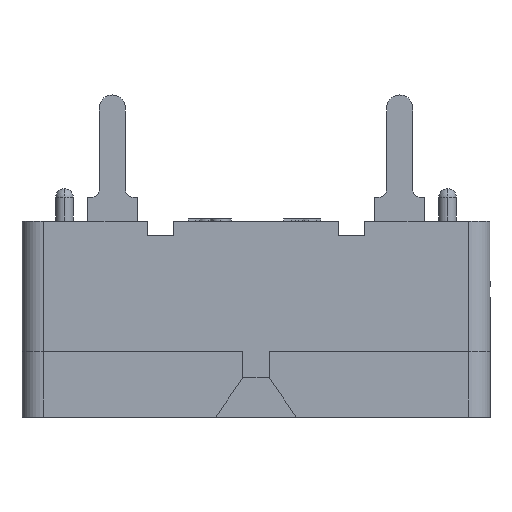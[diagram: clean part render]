
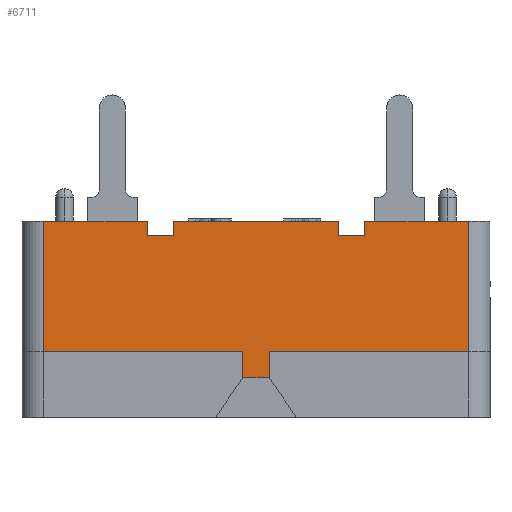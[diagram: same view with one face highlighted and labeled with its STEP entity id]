
A CAD part, front view. The second image highlights one B-rep face of the part: STEP entity #6711.
In plain terms, the highlighted planar face has unit normal (0, -1, 0).
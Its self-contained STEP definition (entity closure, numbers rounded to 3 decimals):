
#11 = DIRECTION ( 'NONE',  ( 1., 0., 0. ) ) ;
#14 = CARTESIAN_POINT ( 'NONE',  ( 9.75, -12.7, 9. ) ) ;
#283 = CARTESIAN_POINT ( 'NONE',  ( 9.75, -12.7, 3. ) ) ;
#290 = DIRECTION ( 'NONE',  ( 1., 0., 0. ) ) ;
#2600 = PLANE ( 'NONE',  #21020 ) ;
#2608 = CARTESIAN_POINT ( 'NONE',  ( 9.75, -12.7, 9. ) ) ;
#2609 = DIRECTION ( 'NONE',  ( 0., 1., 0. ) ) ;
#2610 = DIRECTION ( 'NONE',  ( 0., 0., 1. ) ) ;
#4935 = EDGE_LOOP ( 'NONE', ( #8831, #8832, #8833, #8834, #8835, #8836, #8837, #8838, #8839, #8840, #8841, #8842, #8843, #8844, #8845, #8846 ) ) ;
#6711 = ADVANCED_FACE ( 'NONE', ( #42366 ), #2600, .F. ) ;
#6850 = EDGE_CURVE ( 'NONE', #15454, #15455, #36152, .T. ) ;
#6912 = EDGE_CURVE ( 'NONE', #15274, #15244, #36306, .T. ) ;
#8831 = ORIENTED_EDGE ( 'NONE', *, *, #35453, .F. ) ;
#8832 = ORIENTED_EDGE ( 'NONE', *, *, #35455, .T. ) ;
#8833 = ORIENTED_EDGE ( 'NONE', *, *, #43255, .F. ) ;
#8834 = ORIENTED_EDGE ( 'NONE', *, *, #35457, .F. ) ;
#8835 = ORIENTED_EDGE ( 'NONE', *, *, #35459, .F. ) ;
#8836 = ORIENTED_EDGE ( 'NONE', *, *, #35461, .T. ) ;
#8837 = ORIENTED_EDGE ( 'NONE', *, *, #6850, .F. ) ;
#8838 = ORIENTED_EDGE ( 'NONE', *, *, #35463, .T. ) ;
#8839 = ORIENTED_EDGE ( 'NONE', *, *, #6912, .T. ) ;
#8840 = ORIENTED_EDGE ( 'NONE', *, *, #35465, .F. ) ;
#8841 = ORIENTED_EDGE ( 'NONE', *, *, #35467, .F. ) ;
#8842 = ORIENTED_EDGE ( 'NONE', *, *, #35469, .T. ) ;
#8843 = ORIENTED_EDGE ( 'NONE', *, *, #15010, .T. ) ;
#8844 = ORIENTED_EDGE ( 'NONE', *, *, #35471, .F. ) ;
#8845 = ORIENTED_EDGE ( 'NONE', *, *, #23008, .F. ) ;
#8846 = ORIENTED_EDGE ( 'NONE', *, *, #35472, .F. ) ;
#15010 = EDGE_CURVE ( 'NONE', #40667, #40666, #31643, .T. ) ;
#15244 = VERTEX_POINT ( 'NONE', #38446 ) ;
#15274 = VERTEX_POINT ( 'NONE', #38476 ) ;
#15379 = VERTEX_POINT ( 'NONE', #38581 ) ;
#15391 = VERTEX_POINT ( 'NONE', #38593 ) ;
#15454 = VERTEX_POINT ( 'NONE', #38656 ) ;
#15455 = VERTEX_POINT ( 'NONE', #38657 ) ;
#15506 = VERTEX_POINT ( 'NONE', #38708 ) ;
#15509 = VERTEX_POINT ( 'NONE', #38711 ) ;
#21020 = AXIS2_PLACEMENT_3D ( 'NONE', #2608, #2609, #2610 ) ;
#22825 = CARTESIAN_POINT ( 'NONE',  ( -5., -12.7, 8.35 ) ) ;
#22827 = CARTESIAN_POINT ( 'NONE',  ( 3.8, -12.7, 8.35 ) ) ;
#22868 = CARTESIAN_POINT ( 'NONE',  ( 3.8, -12.7, 8.35 ) ) ;
#22870 = CARTESIAN_POINT ( 'NONE',  ( -5., -12.7, 8.35 ) ) ;
#22872 = DIRECTION ( 'NONE',  ( 1., 0., 0. ) ) ;
#22874 = DIRECTION ( 'NONE',  ( 0., 0., 1. ) ) ;
#22877 = CARTESIAN_POINT ( 'NONE',  ( -3.8, -12.7, 8.35 ) ) ;
#22880 = DIRECTION ( 'NONE',  ( 0., 0., 1. ) ) ;
#22882 = DIRECTION ( 'NONE',  ( 1., 0., 0. ) ) ;
#22886 = DIRECTION ( 'NONE',  ( 0., 0., 1. ) ) ;
#22890 = CARTESIAN_POINT ( 'NONE',  ( -9.75, -12.7, 9. ) ) ;
#22892 = DIRECTION ( 'NONE',  ( 0., 0., -1. ) ) ;
#22894 = CARTESIAN_POINT ( 'NONE',  ( -0.6, -12.7, 1.8 ) ) ;
#22896 = DIRECTION ( 'NONE',  ( 0., 0., 1. ) ) ;
#22898 = CARTESIAN_POINT ( 'NONE',  ( -0.6, -12.7, 1.8 ) ) ;
#22901 = DIRECTION ( 'NONE',  ( -1., 0., 0. ) ) ;
#22902 = CARTESIAN_POINT ( 'NONE',  ( 0.6, -12.7, 1.8 ) ) ;
#22905 = DIRECTION ( 'NONE',  ( 0., 0., 1. ) ) ;
#22907 = CARTESIAN_POINT ( 'NONE',  ( 9.75, -12.7, 9. ) ) ;
#22909 = DIRECTION ( 'NONE',  ( 0., 0., -1. ) ) ;
#22911 = CARTESIAN_POINT ( 'NONE',  ( 5., -12.7, 8.35 ) ) ;
#22913 = DIRECTION ( 'NONE',  ( 0., 0., 1. ) ) ;
#23008 = EDGE_CURVE ( 'NONE', #15379, #15391, #32743, .T. ) ;
#24257 = LINE ( 'NONE', #22907, #24259 ) ;
#24259 = VECTOR ( 'NONE', #22909, 1000. ) ;
#24262 = LINE ( 'NONE', #22911, #24263 ) ;
#24263 = VECTOR ( 'NONE', #22913, 1000. ) ;
#24905 = LINE ( 'NONE', #26241, #24908 ) ;
#24908 = VECTOR ( 'NONE', #26242, 1000. ) ;
#25671 = CARTESIAN_POINT ( 'NONE',  ( -0.6, -12.7, 1.8 ) ) ;
#25672 = CARTESIAN_POINT ( 'NONE',  ( -5., -12.7, 8.35 ) ) ;
#25673 = CARTESIAN_POINT ( 'NONE',  ( 0.6, -12.7, 1.8 ) ) ;
#25675 = CARTESIAN_POINT ( 'NONE',  ( -3.8, -12.7, 8.35 ) ) ;
#25677 = CARTESIAN_POINT ( 'NONE',  ( 5., -12.7, 8.35 ) ) ;
#25680 = CARTESIAN_POINT ( 'NONE',  ( 3.8, -12.7, 8.35 ) ) ;
#25735 = CARTESIAN_POINT ( 'NONE',  ( 9.75, -12.7, 3. ) ) ;
#25736 = CARTESIAN_POINT ( 'NONE',  ( 0.6, -12.7, 3. ) ) ;
#26241 = CARTESIAN_POINT ( 'NONE',  ( 9.75, -12.7, 9. ) ) ;
#26242 = DIRECTION ( 'NONE',  ( 1., 0., 0. ) ) ;
#29585 = VECTOR ( 'NONE', #22905, 1000. ) ;
#31643 = LINE ( 'NONE', #38165, #31653 ) ;
#31653 = VECTOR ( 'NONE', #38166, 1000. ) ;
#32743 = LINE ( 'NONE', #39317, #32779 ) ;
#32779 = VECTOR ( 'NONE', #39324, 1000. ) ;
#35453 = EDGE_CURVE ( 'NONE', #40611, #40608, #43394, .T. ) ;
#35455 = EDGE_CURVE ( 'NONE', #40611, #15509, #43370, .T. ) ;
#35457 = EDGE_CURVE ( 'NONE', #40606, #15506, #43398, .T. ) ;
#35459 = EDGE_CURVE ( 'NONE', #40603, #40606, #43396, .T. ) ;
#35461 = EDGE_CURVE ( 'NONE', #40603, #15455, #43400, .T. ) ;
#35463 = EDGE_CURVE ( 'NONE', #15454, #15274, #43405, .T. ) ;
#35465 = EDGE_CURVE ( 'NONE', #40602, #15244, #43409, .T. ) ;
#35467 = EDGE_CURVE ( 'NONE', #40604, #40602, #43411, .T. ) ;
#35469 = EDGE_CURVE ( 'NONE', #40604, #40667, #43413, .T. ) ;
#35471 = EDGE_CURVE ( 'NONE', #15391, #40666, #24257, .T. ) ;
#35472 = EDGE_CURVE ( 'NONE', #40608, #15379, #24262, .T. ) ;
#36152 = LINE ( 'NONE', #14, #36155 ) ;
#36155 = VECTOR ( 'NONE', #11, 1000. ) ;
#36306 = LINE ( 'NONE', #283, #36323 ) ;
#36323 = VECTOR ( 'NONE', #290, 1000. ) ;
#38165 = CARTESIAN_POINT ( 'NONE',  ( 9.75, -12.7, 3. ) ) ;
#38166 = DIRECTION ( 'NONE',  ( 1., 0., 0. ) ) ;
#38446 = CARTESIAN_POINT ( 'NONE',  ( -0.6, -12.7, 3. ) ) ;
#38476 = CARTESIAN_POINT ( 'NONE',  ( -9.75, -12.7, 3. ) ) ;
#38581 = CARTESIAN_POINT ( 'NONE',  ( 5., -12.7, 9. ) ) ;
#38593 = CARTESIAN_POINT ( 'NONE',  ( 9.75, -12.7, 9. ) ) ;
#38656 = CARTESIAN_POINT ( 'NONE',  ( -9.75, -12.7, 9. ) ) ;
#38657 = CARTESIAN_POINT ( 'NONE',  ( -5., -12.7, 9. ) ) ;
#38708 = CARTESIAN_POINT ( 'NONE',  ( -3.8, -12.7, 9. ) ) ;
#38711 = CARTESIAN_POINT ( 'NONE',  ( 3.8, -12.7, 9. ) ) ;
#39317 = CARTESIAN_POINT ( 'NONE',  ( 9.75, -12.7, 9. ) ) ;
#39324 = DIRECTION ( 'NONE',  ( 1., 0., 0. ) ) ;
#40602 = VERTEX_POINT ( 'NONE', #25671 ) ;
#40603 = VERTEX_POINT ( 'NONE', #25672 ) ;
#40604 = VERTEX_POINT ( 'NONE', #25673 ) ;
#40606 = VERTEX_POINT ( 'NONE', #25675 ) ;
#40608 = VERTEX_POINT ( 'NONE', #25677 ) ;
#40611 = VERTEX_POINT ( 'NONE', #25680 ) ;
#40666 = VERTEX_POINT ( 'NONE', #25735 ) ;
#40667 = VERTEX_POINT ( 'NONE', #25736 ) ;
#42366 = FACE_OUTER_BOUND ( 'NONE', #4935, .T. ) ;
#43255 = EDGE_CURVE ( 'NONE', #15506, #15509, #24905, .T. ) ;
#43370 = LINE ( 'NONE', #22827, #43399 ) ;
#43394 = LINE ( 'NONE', #22868, #43397 ) ;
#43396 = LINE ( 'NONE', #22825, #43403 ) ;
#43397 = VECTOR ( 'NONE', #22872, 1000. ) ;
#43398 = LINE ( 'NONE', #22877, #43401 ) ;
#43399 = VECTOR ( 'NONE', #22874, 1000. ) ;
#43400 = LINE ( 'NONE', #22870, #43407 ) ;
#43401 = VECTOR ( 'NONE', #22880, 1000. ) ;
#43403 = VECTOR ( 'NONE', #22882, 1000. ) ;
#43405 = LINE ( 'NONE', #22890, #43410 ) ;
#43407 = VECTOR ( 'NONE', #22886, 1000. ) ;
#43409 = LINE ( 'NONE', #22894, #43412 ) ;
#43410 = VECTOR ( 'NONE', #22892, 1000. ) ;
#43411 = LINE ( 'NONE', #22898, #43414 ) ;
#43412 = VECTOR ( 'NONE', #22896, 1000. ) ;
#43413 = LINE ( 'NONE', #22902, #29585 ) ;
#43414 = VECTOR ( 'NONE', #22901, 1000. ) ;
